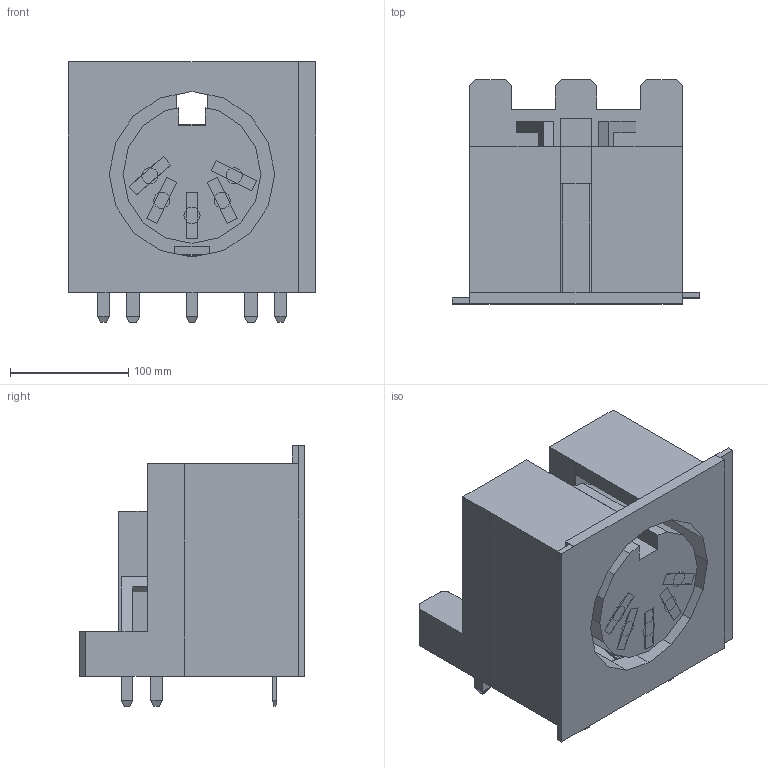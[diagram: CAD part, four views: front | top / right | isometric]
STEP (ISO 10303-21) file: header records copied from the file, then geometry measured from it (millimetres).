
FILE_DESCRIPTION(('STEP AP214'),'1');
FILE_NAME('din_5.stp','2023-10-11T09:56:52',(' '),(' '),'Spatial InterOp 3D',' ',' ');
FILE_SCHEMA(('AUTOMOTIVE_DESIGN { 1 0 10303 214 1 1 1 1 }'));
Length unit declared in the file: metre
Products named in the file (1): Твердое тело
Bounding box: 209.8 x 189.99 x 220.85 mm (x, y, z)
Volume: 4292361.6 mm3; surface area: 354412.9 mm2
Topology: 13 solids, 13 shells, 374 faces, 1003 edges, 648 vertices
Faces by surface type: plane 374
Entity records: 11536 total; most frequent: CARTESIAN_POINT 2038, ORIENTED_EDGE 2006, DIRECTION 1777, EDGE_CURVE 1003, LINE 1003, VECTOR 1003, VERTEX_POINT 648, AXIS2_PLACEMENT_3D 387
